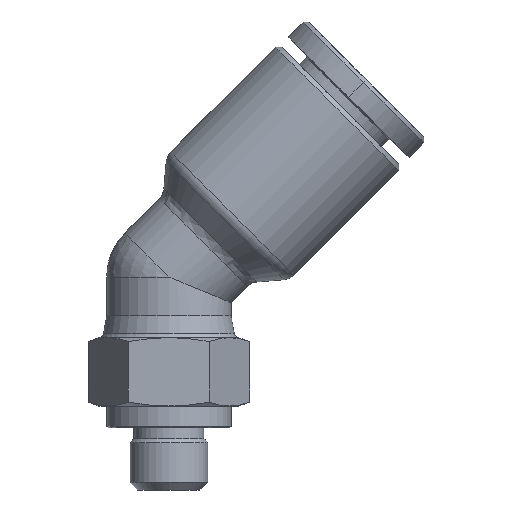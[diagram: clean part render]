
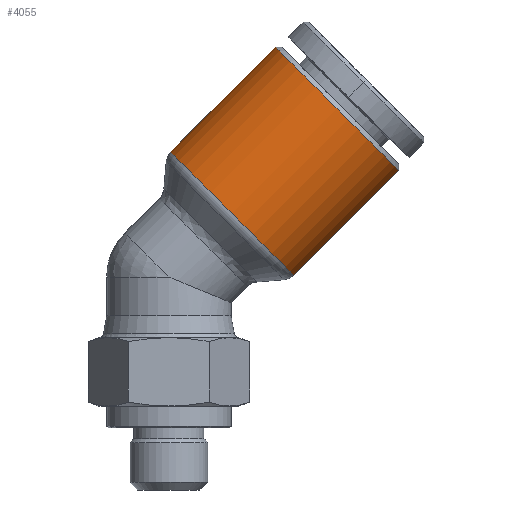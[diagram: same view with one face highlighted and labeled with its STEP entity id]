
A CAD part, front view. The second image highlights one B-rep face of the part: STEP entity #4055.
In plain terms, the highlighted cylindrical face has radius 5.6 mm (diameter 11.2 mm), a partial arc.
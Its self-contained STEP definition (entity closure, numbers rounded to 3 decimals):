
#350 = VERTEX_POINT ( 'NONE', #12639 ) ;
#1212 = DIRECTION ( 'NONE',  ( 0.707, 0., 0.707 ) ) ;
#1671 = CIRCLE ( 'NONE', #9414, 5.6 ) ;
#1868 = EDGE_LOOP ( 'NONE', ( #13645, #10863, #3144, #12172 ) ) ;
#1992 = CARTESIAN_POINT ( 'NONE',  ( 36.914, 18.954, 89.824 ) ) ;
#2130 = DIRECTION ( 'NONE',  ( -0.707, 0., -0.707 ) ) ;
#2427 = CARTESIAN_POINT ( 'NONE',  ( 39.696, 18.954, 100.526 ) ) ;
#3144 = ORIENTED_EDGE ( 'NONE', *, *, #5135, .F. ) ;
#3829 = EDGE_CURVE ( 'NONE', #9248, #6599, #1671, .T. ) ;
#4055 = ADVANCED_FACE ( 'NONE', ( #9825 ), #11076, .T. ) ;
#4306 = EDGE_CURVE ( 'NONE', #350, #9436, #5047, .T. ) ;
#5047 = CIRCLE ( 'NONE', #11914, 5.6 ) ;
#5135 = EDGE_CURVE ( 'NONE', #6599, #350, #6154, .T. ) ;
#5394 = DIRECTION ( 'NONE',  ( -0.707, 0., -0.707 ) ) ;
#5429 = CARTESIAN_POINT ( 'NONE',  ( 32.954, 18.954, 93.784 ) ) ;
#6154 = LINE ( 'NONE', #12269, #11739 ) ;
#6423 = DIRECTION ( 'NONE',  ( 0.707, 0., -0.707 ) ) ;
#6599 = VERTEX_POINT ( 'NONE', #12437 ) ;
#7098 = CARTESIAN_POINT ( 'NONE',  ( 39.696, 18.954, 100.526 ) ) ;
#7690 = CARTESIAN_POINT ( 'NONE',  ( 43.656, 18.954, 96.566 ) ) ;
#8719 = DIRECTION ( 'NONE',  ( -0.707, 0., 0.707 ) ) ;
#9248 = VERTEX_POINT ( 'NONE', #7098 ) ;
#9414 = AXIS2_PLACEMENT_3D ( 'NONE', #7690, #1212, #10821 ) ;
#9436 = VERTEX_POINT ( 'NONE', #5429 ) ;
#9678 = AXIS2_PLACEMENT_3D ( 'NONE', #13057, #9895, #8719 ) ;
#9825 = FACE_OUTER_BOUND ( 'NONE', #1868, .T. ) ;
#9895 = DIRECTION ( 'NONE',  ( 0.707, 0., 0.707 ) ) ;
#10670 = EDGE_CURVE ( 'NONE', #9248, #9436, #11785, .T. ) ;
#10821 = DIRECTION ( 'NONE',  ( 0.707, 0., -0.707 ) ) ;
#10863 = ORIENTED_EDGE ( 'NONE', *, *, #4306, .F. ) ;
#11076 = CYLINDRICAL_SURFACE ( 'NONE', #9678, 5.6 ) ;
#11355 = DIRECTION ( 'NONE',  ( -0.707, 0., -0.707 ) ) ;
#11739 = VECTOR ( 'NONE', #11355, 1000. ) ;
#11785 = LINE ( 'NONE', #2427, #12932 ) ;
#11914 = AXIS2_PLACEMENT_3D ( 'NONE', #1992, #2130, #6423 ) ;
#12172 = ORIENTED_EDGE ( 'NONE', *, *, #3829, .F. ) ;
#12269 = CARTESIAN_POINT ( 'NONE',  ( 47.616, 18.954, 92.606 ) ) ;
#12437 = CARTESIAN_POINT ( 'NONE',  ( 47.616, 18.954, 92.606 ) ) ;
#12639 = CARTESIAN_POINT ( 'NONE',  ( 40.874, 18.954, 85.864 ) ) ;
#12932 = VECTOR ( 'NONE', #5394, 1000. ) ;
#13057 = CARTESIAN_POINT ( 'NONE',  ( 39.696, 18.954, 92.606 ) ) ;
#13645 = ORIENTED_EDGE ( 'NONE', *, *, #10670, .T. ) ;
